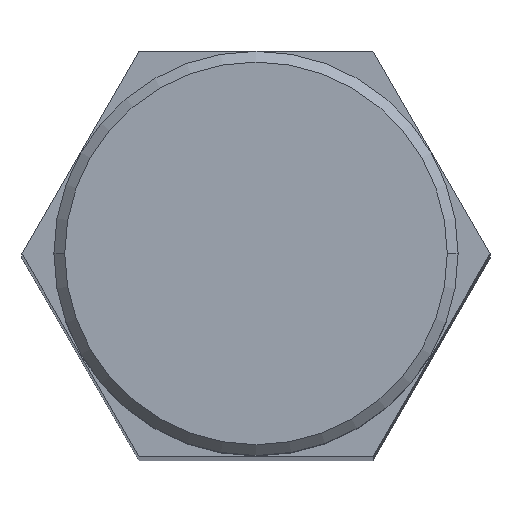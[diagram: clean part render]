
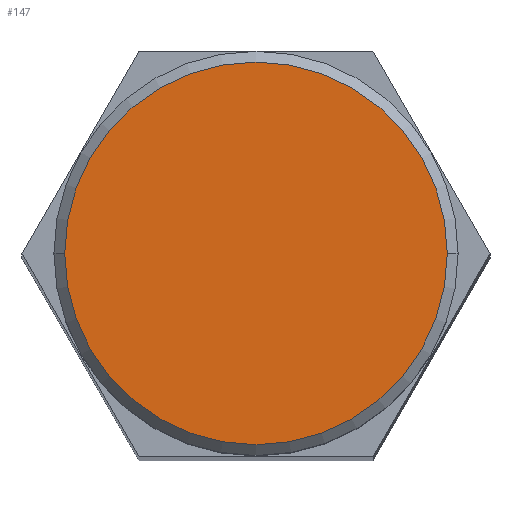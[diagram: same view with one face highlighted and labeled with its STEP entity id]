
A CAD part, top view. The second image highlights one B-rep face of the part: STEP entity #147.
In plain terms, the highlighted planar face has unit normal (0, 0, 1).
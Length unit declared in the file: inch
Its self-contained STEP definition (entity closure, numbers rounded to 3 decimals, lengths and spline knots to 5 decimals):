
#5 = ORIENTED_EDGE ( 'NONE', *, *, #68, .T. ) ;
#11 = FACE_OUTER_BOUND ( 'NONE', #234, .T. ) ;
#25 = CARTESIAN_POINT ( 'NONE',  ( 0., 0., 2.5 ) ) ;
#68 = EDGE_CURVE ( 'NONE', #347, #511, #208, .T. ) ;
#76 = CARTESIAN_POINT ( 'NONE',  ( 0., 0., 2.5 ) ) ;
#99 = CARTESIAN_POINT ( 'NONE',  ( 0.177, 0., 2.5 ) ) ;
#132 = DIRECTION ( 'NONE',  ( 0., 0., 1. ) ) ;
#147 = ADVANCED_FACE ( 'NONE', ( #11 ), #461, .T. ) ;
#208 = CIRCLE ( 'NONE', #269, 0.177 ) ;
#234 = EDGE_LOOP ( 'NONE', ( #519, #5 ) ) ;
#251 = AXIS2_PLACEMENT_3D ( 'NONE', #296, #457, #337 ) ;
#269 = AXIS2_PLACEMENT_3D ( 'NONE', #76, #132, #409 ) ;
#296 = CARTESIAN_POINT ( 'NONE',  ( 0., 0., 2.5 ) ) ;
#337 = DIRECTION ( 'NONE',  ( 1., 0., 0. ) ) ;
#347 = VERTEX_POINT ( 'NONE', #99 ) ;
#352 = CARTESIAN_POINT ( 'NONE',  ( -0.177, 0., 2.5 ) ) ;
#399 = EDGE_CURVE ( 'NONE', #511, #347, #411, .T. ) ;
#409 = DIRECTION ( 'NONE',  ( 1., 0., 0. ) ) ;
#411 = CIRCLE ( 'NONE', #478, 0.177 ) ;
#457 = DIRECTION ( 'NONE',  ( 0., 0., 1. ) ) ;
#461 = PLANE ( 'NONE',  #251 ) ;
#478 = AXIS2_PLACEMENT_3D ( 'NONE', #25, #482, #527 ) ;
#482 = DIRECTION ( 'NONE',  ( 0., 0., 1. ) ) ;
#511 = VERTEX_POINT ( 'NONE', #352 ) ;
#519 = ORIENTED_EDGE ( 'NONE', *, *, #399, .T. ) ;
#527 = DIRECTION ( 'NONE',  ( 1., 0., 0. ) ) ;
